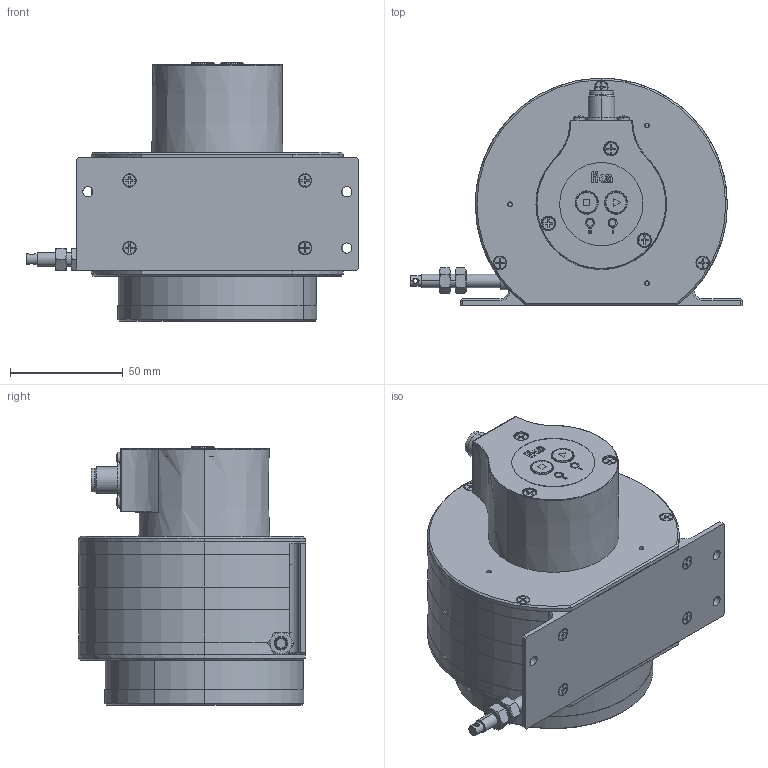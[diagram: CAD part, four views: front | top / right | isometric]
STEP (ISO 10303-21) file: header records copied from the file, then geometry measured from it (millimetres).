
FILE_DESCRIPTION (( 'STEP AP214' ), '1' );
FILE_NAME ('DWA-10M-4A-M12.STEP', '2025-01-06T13:17:34', ( '' ), ( '' ), 'SwSTEP 2.0', 'SolidWorks 2021', '' );
FILE_SCHEMA (( 'AUTOMOTIVE_DESIGN' ));
Length unit declared in the file: inch
Products named in the file (1): DWA-10M-4A-M12
Bounding box: 147.5 x 101 x 114.79 mm (x, y, z)
Volume: 273446.9 mm3; surface area: 147687.9 mm2
Topology: 34 solids, 34 shells, 2254 faces, 5896 edges, 3777 vertices
Faces by surface type: plane 1254, cylinder 476, cone 313, torus 165, bspline 33, sphere 13
Entity records: 72889 total; most frequent: CARTESIAN_POINT 16229, ORIENTED_EDGE 11726, DIRECTION 11723, EDGE_CURVE 5863, VECTOR 3915, LINE 3915, AXIS2_PLACEMENT_3D 3904, VERTEX_POINT 3776
